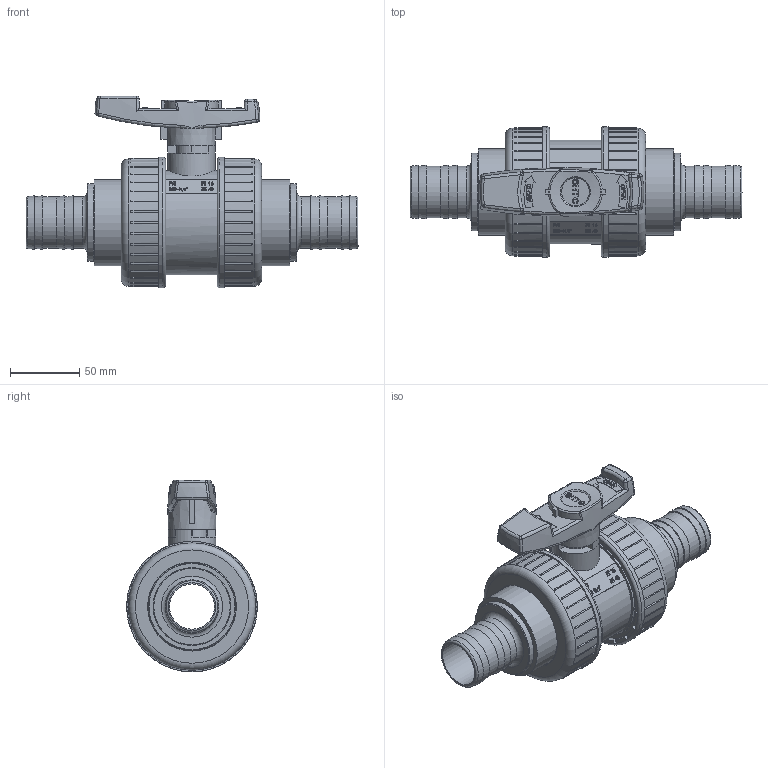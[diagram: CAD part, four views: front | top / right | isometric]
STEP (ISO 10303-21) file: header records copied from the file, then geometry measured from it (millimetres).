
FILE_DESCRIPTION(/* description */ (''),/* implementation_level */ '2;1');
FILE_NAME(/* name */ 'AK0910.050.038.step',/* time_stamp */ '2026-03-25T15:08:50+01:00',/* author */ (''),/* organization */ (''),/* preprocessor_version */ 'ST-DEVELOPER v20.1',/* originating_system */ 'Autodesk Translation Framework v14.24.0.0',/* authorisation */ '');
FILE_SCHEMA (('AUTOMOTIVE_DESIGN { 1 0 10303 214 3 1 1 }'));
Products named in the file (1): AK0910.050.050
Bounding box: 238.9 x 94 x 138 mm (x, y, z)
Volume: 604593.3 mm3; surface area: 247950.7 mm2
Topology: 20 solids, 20 shells, 1343 faces, 3650 edges, 2389 vertices
Faces by surface type: plane 618, bspline 297, cylinder 258, sphere 85, torus 58, cone 27
Full cylindrical faces by diameter (mm): 2.295 x1, 3.06 x1, 17 x4, 21 x3, 22 x1, 23 x2, 25 x1, 32.5 x2, 34.136 x1, 37 x4, 38 x1, 39 x2, 40 x4, 45.2 x3, 46 x1, 47 x3, 50 x2, 50.6 x3, 51 x1, 55.5 x1, 56 x2, 56.14 x3, 59.4 x3, 61.5 x1, 62 x2, 63.4 x2, 64 x2, 65 x1, 66 x4, 66.4 x1
Entity records: 64556 total; most frequent: CARTESIAN_POINT 32215, ORIENTED_EDGE 7200, DIRECTION 6001, EDGE_CURVE 3600, VERTEX_POINT 2389, AXIS2_PLACEMENT_3D 2150, LINE 1701, VECTOR 1701
